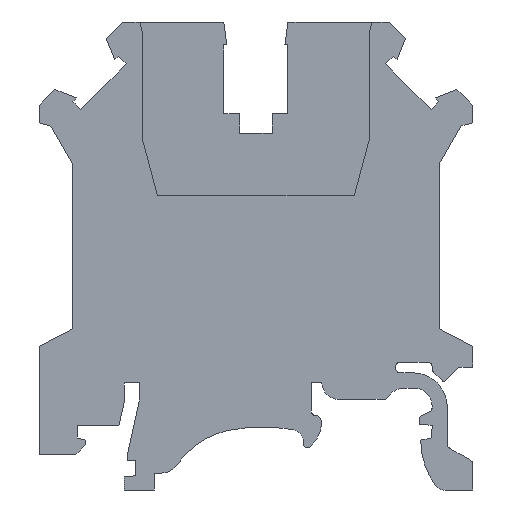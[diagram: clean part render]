
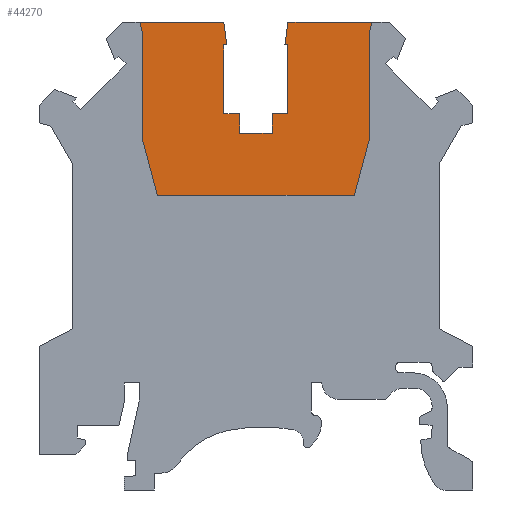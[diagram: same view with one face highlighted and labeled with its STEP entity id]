
A CAD part, left-side view. The second image highlights one B-rep face of the part: STEP entity #44270.
In plain terms, the highlighted face is planar.
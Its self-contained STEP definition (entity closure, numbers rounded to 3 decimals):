
#10280=CARTESIAN_POINT('',(67.446,60.557,-4.9));
#10290=VERTEX_POINT('',#10280);
#10370=CARTESIAN_POINT('',(67.15,58.307,-4.9));
#10380=VERTEX_POINT('',#10370);
#10410=CARTESIAN_POINT('',(59.474,0.,-4.9));
#10420=DIRECTION('',(-0.131,-0.991,0.));
#10430=VECTOR('',#10420,1.);
#10440=LINE('',#10410,#10430);
#10450=EDGE_CURVE('',#10290,#10380,#10440,.T.);
#11160=CARTESIAN_POINT('',(75.639,60.557,-4.9));
#11170=VERTEX_POINT('',#11160);
#11380=CARTESIAN_POINT('',(0.,60.557,-4.9));
#11390=DIRECTION('',(-1.,0.,0.));
#11400=VECTOR('',#11390,1.);
#11410=LINE('',#11380,#11400);
#11420=EDGE_CURVE('',#11170,#10290,#11410,.T.);
#21460=CARTESIAN_POINT('',(61.154,60.557,-4.9));
#21470=VERTEX_POINT('',#21460);
#21620=CARTESIAN_POINT('',(52.961,60.557,-4.9));
#21630=VERTEX_POINT('',#21620);
#21660=CARTESIAN_POINT('',(0.,60.557,-4.9));
#21670=DIRECTION('',(1.,0.,0.));
#21680=VECTOR('',#21670,1.);
#21690=LINE('',#21660,#21680);
#21700=EDGE_CURVE('',#21630,#21470,#21690,.T.);
#21930=CARTESIAN_POINT('',(67.45,58.307,-4.9));
#21940=VERTEX_POINT('',#21930);
#21970=CARTESIAN_POINT('',(0.,58.307,-4.9));
#21980=DIRECTION('',(1.,0.,0.));
#21990=VECTOR('',#21980,1.);
#22000=LINE('',#21970,#21990);
#22010=EDGE_CURVE('',#10380,#21940,#22000,.T.);
#35990=CARTESIAN_POINT('',(61.45,58.307,-4.9));
#36000=VERTEX_POINT('',#35990);
#36050=CARTESIAN_POINT('',(69.126,0.,-4.9));
#36060=DIRECTION('',(0.131,-0.991,0.));
#36070=VECTOR('',#36060,1.);
#36080=LINE('',#36050,#36070);
#36090=EDGE_CURVE('',#21470,#36000,#36080,.T.);
#36710=CARTESIAN_POINT('',(61.15,58.307,-4.9));
#36720=VERTEX_POINT('',#36710);
#36750=CARTESIAN_POINT('',(61.15,0.,-4.9));
#36760=DIRECTION('',(0.,1.,0.));
#36770=VECTOR('',#36760,1.);
#36780=LINE('',#36750,#36770);
#36790=CARTESIAN_POINT('',(61.15,51.557,-4.9));
#36800=VERTEX_POINT('',#36790);
#36810=EDGE_CURVE('',#36800,#36720,#36780,.T.);
#42780=CARTESIAN_POINT('',(75.639,13.479,-4.9));
#42790=DIRECTION('',(0.,1.,0.));
#42800=VECTOR('',#42790,1.);
#42810=LINE('',#42780,#42800);
#42820=CARTESIAN_POINT('',(75.639,60.357,-4.9));
#42830=VERTEX_POINT('',#42820);
#42840=EDGE_CURVE('',#42830,#11170,#42810,.T.);
#43030=CARTESIAN_POINT('',(70.8,60.557,-4.9));
#43040=DIRECTION('',(0.,0.,1.));
#43050=DIRECTION('',(-1.,0.,0.));
#43060=AXIS2_PLACEMENT_3D('',#43030,#43040,#43050);
#43070=PLANE('',#43060);
#43080=CARTESIAN_POINT('',(65.522,13.479,-4.9));
#43090=DIRECTION('',(0.259,-0.966,0.));
#43100=VECTOR('',#43090,1.);
#43110=LINE('',#43080,#43100);
#43120=CARTESIAN_POINT('',(52.961,60.357,-4.9));
#43130=VERTEX_POINT('',#43120);
#43140=CARTESIAN_POINT('',(53.175,59.557,-4.9));
#43150=VERTEX_POINT('',#43140);
#43160=EDGE_CURVE('',#43130,#43150,#43110,.T.);
#43170=ORIENTED_EDGE('',*,*,#43160,.F.);
#43180=CARTESIAN_POINT('',(53.175,13.479,-4.9));
#43190=DIRECTION('',(0.,-1.,0.));
#43200=VECTOR('',#43190,1.);
#43210=LINE('',#43180,#43200);
#43220=CARTESIAN_POINT('',(53.175,49.057,-4.9));
#43230=VERTEX_POINT('',#43220);
#43240=EDGE_CURVE('',#43150,#43230,#43210,.T.);
#43250=ORIENTED_EDGE('',*,*,#43240,.F.);
#43260=CARTESIAN_POINT('',(62.708,13.479,-4.9));
#43270=DIRECTION('',(0.259,-0.966,0.));
#43280=VECTOR('',#43270,1.);
#43290=LINE('',#43260,#43280);
#43300=CARTESIAN_POINT('',(54.649,43.557,-4.9));
#43310=VERTEX_POINT('',#43300);
#43320=EDGE_CURVE('',#43230,#43310,#43290,.T.);
#43330=ORIENTED_EDGE('',*,*,#43320,.F.);
#43340=CARTESIAN_POINT('',(135.58,43.557,-4.9));
#43350=DIRECTION('',(1.,0.,0.));
#43360=VECTOR('',#43350,1.);
#43370=LINE('',#43340,#43360);
#43380=CARTESIAN_POINT('',(73.951,43.557,-4.9));
#43390=VERTEX_POINT('',#43380);
#43400=EDGE_CURVE('',#43310,#43390,#43370,.T.);
#43410=ORIENTED_EDGE('',*,*,#43400,.F.);
#43420=CARTESIAN_POINT('',(65.892,13.479,-4.9));
#43430=DIRECTION('',(0.259,0.966,0.));
#43440=VECTOR('',#43430,1.);
#43450=LINE('',#43420,#43440);
#43460=CARTESIAN_POINT('',(75.425,49.057,-4.9));
#43470=VERTEX_POINT('',#43460);
#43480=EDGE_CURVE('',#43390,#43470,#43450,.T.);
#43490=ORIENTED_EDGE('',*,*,#43480,.F.);
#43500=CARTESIAN_POINT('',(75.425,13.479,-4.9));
#43510=DIRECTION('',(0.,1.,0.));
#43520=VECTOR('',#43510,1.);
#43530=LINE('',#43500,#43520);
#43540=CARTESIAN_POINT('',(75.425,59.557,-4.9));
#43550=VERTEX_POINT('',#43540);
#43560=EDGE_CURVE('',#43470,#43550,#43530,.T.);
#43570=ORIENTED_EDGE('',*,*,#43560,.F.);
#43580=CARTESIAN_POINT('',(63.078,13.479,-4.9));
#43590=DIRECTION('',(0.259,0.966,0.));
#43600=VECTOR('',#43590,1.);
#43610=LINE('',#43580,#43600);
#43620=EDGE_CURVE('',#43550,#42830,#43610,.T.);
#43630=ORIENTED_EDGE('',*,*,#43620,.F.);
#43640=ORIENTED_EDGE('',*,*,#42840,.F.);
#43650=ORIENTED_EDGE('',*,*,#11420,.F.);
#43660=ORIENTED_EDGE('',*,*,#10450,.F.);
#43670=ORIENTED_EDGE('',*,*,#22010,.F.);
#43680=CARTESIAN_POINT('',(67.45,0.,-4.9));
#43690=DIRECTION('',(0.,1.,0.));
#43700=VECTOR('',#43690,1.);
#43710=LINE('',#43680,#43700);
#43720=CARTESIAN_POINT('',(67.45,51.557,-4.9));
#43730=VERTEX_POINT('',#43720);
#43740=EDGE_CURVE('',#43730,#21940,#43710,.T.);
#43750=ORIENTED_EDGE('',*,*,#43740,.T.);
#43760=CARTESIAN_POINT('',(0.,51.557,-4.9));
#43770=DIRECTION('',(1.,0.,0.));
#43780=VECTOR('',#43770,1.);
#43790=LINE('',#43760,#43780);
#43800=CARTESIAN_POINT('',(65.9,51.557,-4.9));
#43810=VERTEX_POINT('',#43800);
#43820=EDGE_CURVE('',#43810,#43730,#43790,.T.);
#43830=ORIENTED_EDGE('',*,*,#43820,.T.);
#43840=CARTESIAN_POINT('',(65.9,0.,-4.9));
#43850=DIRECTION('',(0.,1.,0.));
#43860=VECTOR('',#43850,1.);
#43870=LINE('',#43840,#43860);
#43880=CARTESIAN_POINT('',(65.9,49.657,-4.9));
#43890=VERTEX_POINT('',#43880);
#43900=EDGE_CURVE('',#43890,#43810,#43870,.T.);
#43910=ORIENTED_EDGE('',*,*,#43900,.T.);
#43920=CARTESIAN_POINT('',(0.,49.657,-4.9));
#43930=DIRECTION('',(1.,0.,0.));
#43940=VECTOR('',#43930,1.);
#43950=LINE('',#43920,#43940);
#43960=CARTESIAN_POINT('',(62.7,49.657,-4.9));
#43970=VERTEX_POINT('',#43960);
#43980=EDGE_CURVE('',#43970,#43890,#43950,.T.);
#43990=ORIENTED_EDGE('',*,*,#43980,.T.);
#44000=CARTESIAN_POINT('',(62.7,0.,-4.9));
#44010=DIRECTION('',(0.,-1.,0.));
#44020=VECTOR('',#44010,1.);
#44030=LINE('',#44000,#44020);
#44040=CARTESIAN_POINT('',(62.7,51.557,-4.9));
#44050=VERTEX_POINT('',#44040);
#44060=EDGE_CURVE('',#44050,#43970,#44030,.T.);
#44070=ORIENTED_EDGE('',*,*,#44060,.T.);
#44080=EDGE_CURVE('',#36800,#44050,#43790,.T.);
#44090=ORIENTED_EDGE('',*,*,#44080,.T.);
#44100=ORIENTED_EDGE('',*,*,#36810,.F.);
#44110=CARTESIAN_POINT('',(0.,58.307,-4.9));
#44120=DIRECTION('',(-1.,0.,0.));
#44130=VECTOR('',#44120,1.);
#44140=LINE('',#44110,#44130);
#44150=EDGE_CURVE('',#36000,#36720,#44140,.T.);
#44160=ORIENTED_EDGE('',*,*,#44150,.T.);
#44170=ORIENTED_EDGE('',*,*,#36090,.T.);
#44180=ORIENTED_EDGE('',*,*,#21700,.T.);
#44190=CARTESIAN_POINT('',(52.961,13.479,-4.9));
#44200=DIRECTION('',(0.,-1.,0.));
#44210=VECTOR('',#44200,1.);
#44220=LINE('',#44190,#44210);
#44230=EDGE_CURVE('',#21630,#43130,#44220,.T.);
#44240=ORIENTED_EDGE('',*,*,#44230,.F.);
#44250=EDGE_LOOP('',(#44240,#44180,#44170,#44160,#44100,#44090,#44070,
#43990,#43910,#43830,#43750,#43670,#43660,#43650,#43640,#43630,#43570,
#43490,#43410,#43330,#43250,#43170));
#44260=FACE_OUTER_BOUND('',#44250,.T.);
#44270=ADVANCED_FACE('',(#44260),#43070,.F.);
